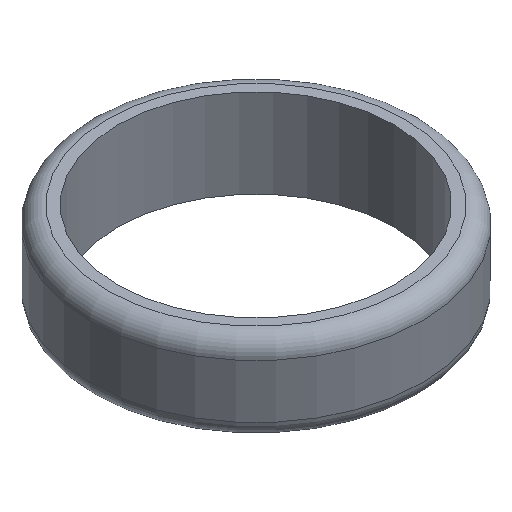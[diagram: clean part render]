
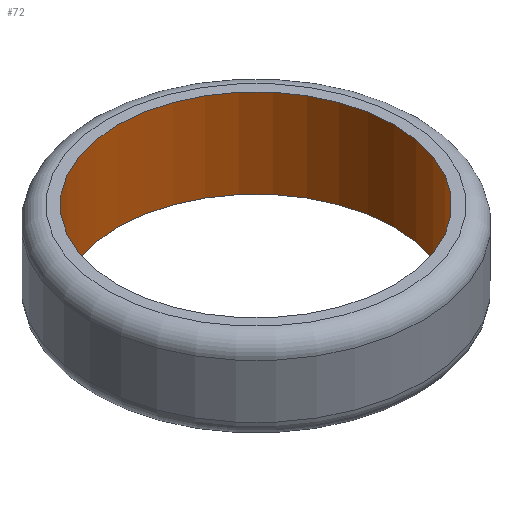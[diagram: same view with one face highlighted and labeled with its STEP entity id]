
A CAD part, isometric view. The second image highlights one B-rep face of the part: STEP entity #72.
In plain terms, the highlighted cylindrical face has radius 15.875 mm (diameter 31.75 mm), a full revolution.
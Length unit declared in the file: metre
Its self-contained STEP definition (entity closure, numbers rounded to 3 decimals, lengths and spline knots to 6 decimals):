
#16=ORIENTED_EDGE('',*,*,#28,.F.);
#17=ORIENTED_EDGE('',*,*,#29,.T.);
#28=EDGE_CURVE('',#34,#34,#40,.T.);
#29=EDGE_CURVE('',#35,#35,#41,.T.);
#34=VERTEX_POINT('',#132);
#35=VERTEX_POINT('',#134);
#40=CIRCLE('',#92,0.015875);
#41=CIRCLE('',#93,0.015875);
#46=EDGE_LOOP('',(#16));
#47=EDGE_LOOP('',(#17));
#58=FACE_BOUND('',#46,.T.);
#59=FACE_BOUND('',#47,.T.);
#70=CYLINDRICAL_SURFACE('',#91,0.015875);
#72=ADVANCED_FACE('',(#58,#59),#70,.F.);
#91=AXIS2_PLACEMENT_3D('',#130,#105,#106);
#92=AXIS2_PLACEMENT_3D('',#131,#107,#108);
#93=AXIS2_PLACEMENT_3D('',#133,#109,#110);
#105=DIRECTION('',(0.,0.,-1.));
#106=DIRECTION('',(-1.,0.,0.));
#107=DIRECTION('',(0.,0.,1.));
#108=DIRECTION('',(1.,0.,0.));
#109=DIRECTION('',(0.,0.,1.));
#110=DIRECTION('',(1.,0.,0.));
#130=CARTESIAN_POINT('',(0.,0.,0.070162));
#131=CARTESIAN_POINT('',(0.,0.,0.06));
#132=CARTESIAN_POINT('',(0.015875,0.,0.06));
#133=CARTESIAN_POINT('',(0.,0.,0.07016));
#134=CARTESIAN_POINT('',(0.015875,0.,0.07016));
